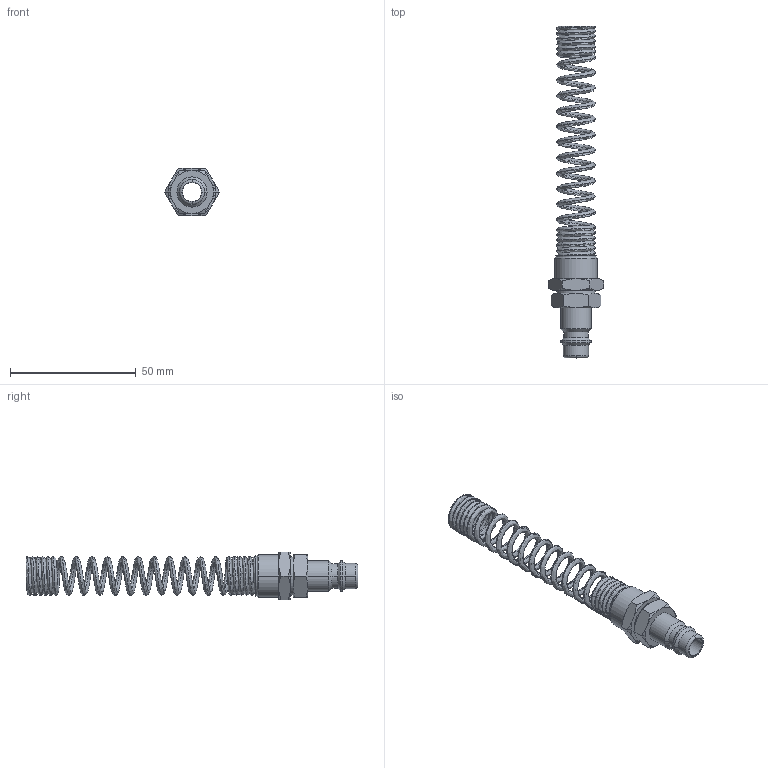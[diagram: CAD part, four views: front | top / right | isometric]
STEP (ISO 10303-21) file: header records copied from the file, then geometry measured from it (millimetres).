
FILE_DESCRIPTION(('STEP AP214'),'1');
FILE_NAME('es_9_sqf.stp','2020-03-05T08:46:27',('TraceParts'),('TraceParts S.A.'),'Spatial InterOp 3D',' ',' ');
FILE_SCHEMA(('automotive_design'));
Length unit declared in the file: millimetre
Products named in the file (1): 1
Bounding box: 21.94 x 132 x 19 mm (x, y, z)
Volume: 8562.8 mm3; surface area: 9586.8 mm2
Topology: 1 solids, 1 shells, 83 faces, 176 edges, 101 vertices
Faces by surface type: cone 40, plane 21, cylinder 18, bspline 2, torus 2
Entity records: 34180 total; most frequent: CARTESIAN_POINT 31823, DIRECTION 363, ORIENTED_EDGE 352, EDGE_CURVE 176, AXIS2_PLACEMENT_3D 158, VERTEX_POINT 101, EDGE_LOOP 91, STYLED_ITEM 83
